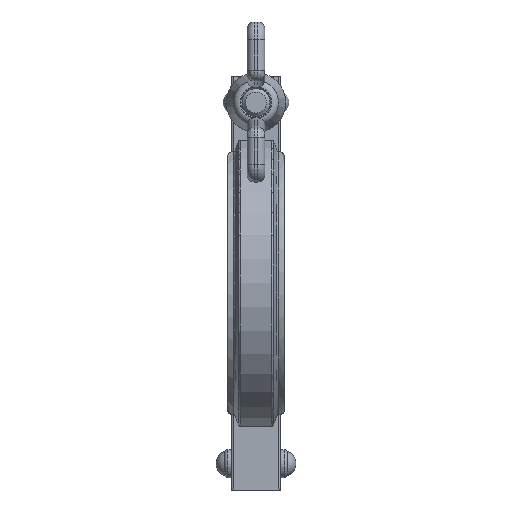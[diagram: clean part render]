
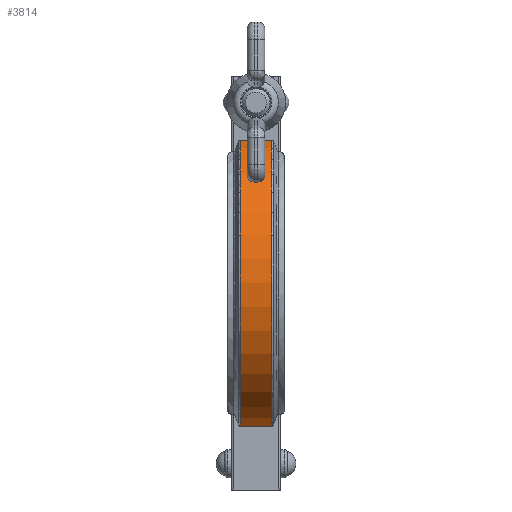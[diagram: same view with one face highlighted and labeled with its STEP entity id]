
A CAD part, front view. The second image highlights one B-rep face of the part: STEP entity #3814.
In plain terms, the highlighted cylindrical face has radius 42 mm (diameter 84 mm), a partial arc.
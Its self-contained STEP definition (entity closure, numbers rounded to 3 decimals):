
#3725=CARTESIAN_POINT('',(4.55,10.0,-40.792));
#3726=VERTEX_POINT('',#3725);
#3746=CARTESIAN_POINT('',(4.55,10.0,40.792));
#3747=VERTEX_POINT('',#3746);
#3748=CARTESIAN_POINT('',(4.55,0.0,0.0));
#3749=DIRECTION('',(1.0,0.0,0.0));
#3750=DIRECTION('',(0.0,1.0,0.0));
#3751=AXIS2_PLACEMENT_3D('',#3748,#3749,#3750);
#3752=CIRCLE('',#3751,42.);
#3753=EDGE_CURVE('',#3726,#3747,#3752,.T.);
#3783=CARTESIAN_POINT('',(0.0,0.0,0.0));
#3784=DIRECTION('',(1.0,0.0,0.0));
#3785=DIRECTION('',(0.0,0.048,-0.999));
#3786=AXIS2_PLACEMENT_3D('',#3783,#3784,#3785);
#3787=CYLINDRICAL_SURFACE('',#3786,42.);
#3788=ORIENTED_EDGE('',*,*,#3753,.F.);
#3789=CARTESIAN_POINT('',(-4.55,10.0,-40.792));
#3790=VERTEX_POINT('',#3789);
#3791=CARTESIAN_POINT('',(4.55,10.0,-40.792));
#3792=DIRECTION('',(-1.0,0.0,0.0));
#3793=VECTOR('',#3792,9.101);
#3794=LINE('',#3791,#3793);
#3795=EDGE_CURVE('',#3726,#3790,#3794,.T.);
#3796=ORIENTED_EDGE('',*,*,#3795,.T.);
#3797=CARTESIAN_POINT('',(-4.55,10.0,40.792));
#3798=VERTEX_POINT('',#3797);
#3799=CARTESIAN_POINT('',(-4.55,0.0,0.0));
#3800=DIRECTION('',(-1.0,0.0,0.0));
#3801=DIRECTION('',(0.0,1.0,0.0));
#3802=AXIS2_PLACEMENT_3D('',#3799,#3800,#3801);
#3803=CIRCLE('',#3802,42.);
#3804=EDGE_CURVE('',#3798,#3790,#3803,.T.);
#3805=ORIENTED_EDGE('',*,*,#3804,.F.);
#3806=CARTESIAN_POINT('',(-4.55,10.0,40.792));
#3807=DIRECTION('',(1.0,0.0,0.0));
#3808=VECTOR('',#3807,9.101);
#3809=LINE('',#3806,#3808);
#3810=EDGE_CURVE('',#3798,#3747,#3809,.T.);
#3811=ORIENTED_EDGE('',*,*,#3810,.T.);
#3812=EDGE_LOOP('',(#3788,#3796,#3805,#3811));
#3813=FACE_OUTER_BOUND('',#3812,.T.);
#3814=ADVANCED_FACE('',(#3813),#3787,.T.);
